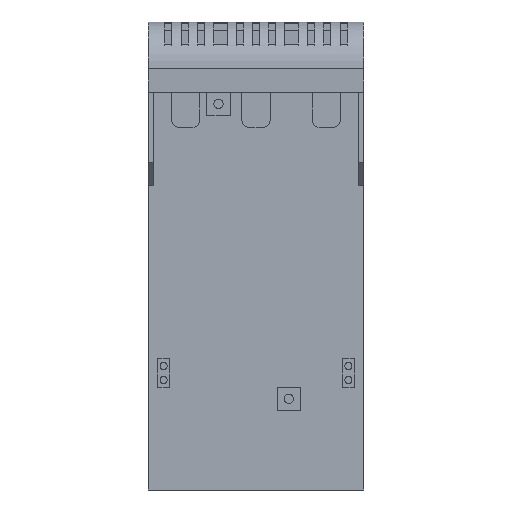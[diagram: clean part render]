
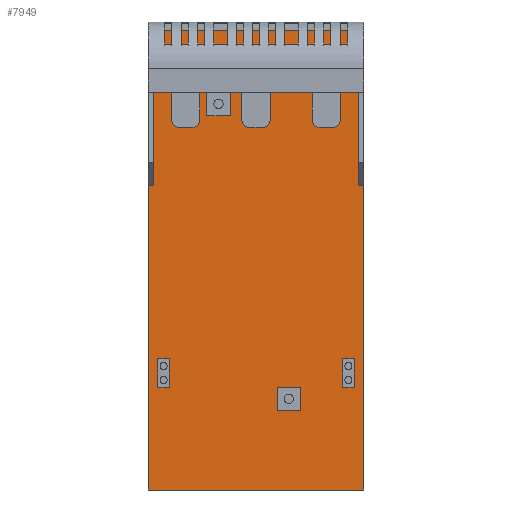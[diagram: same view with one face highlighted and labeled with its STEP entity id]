
A CAD part, front view. The second image highlights one B-rep face of the part: STEP entity #7949.
In plain terms, the highlighted face is planar.
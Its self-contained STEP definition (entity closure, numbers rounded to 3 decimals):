
#376=ORIENTED_EDGE('',*,*,#2788,.F.);
#377=ORIENTED_EDGE('',*,*,#2789,.F.);
#378=ORIENTED_EDGE('',*,*,#2790,.F.);
#379=ORIENTED_EDGE('',*,*,#2791,.F.);
#380=ORIENTED_EDGE('',*,*,#2792,.F.);
#381=ORIENTED_EDGE('',*,*,#2793,.F.);
#382=ORIENTED_EDGE('',*,*,#2794,.F.);
#383=ORIENTED_EDGE('',*,*,#2795,.F.);
#384=ORIENTED_EDGE('',*,*,#2796,.F.);
#385=ORIENTED_EDGE('',*,*,#2797,.F.);
#386=ORIENTED_EDGE('',*,*,#2798,.T.);
#387=ORIENTED_EDGE('',*,*,#2799,.T.);
#388=ORIENTED_EDGE('',*,*,#2800,.F.);
#389=ORIENTED_EDGE('',*,*,#2801,.F.);
#390=ORIENTED_EDGE('',*,*,#2802,.T.);
#391=ORIENTED_EDGE('',*,*,#2803,.T.);
#392=ORIENTED_EDGE('',*,*,#2804,.F.);
#393=ORIENTED_EDGE('',*,*,#2805,.F.);
#394=ORIENTED_EDGE('',*,*,#2806,.T.);
#395=ORIENTED_EDGE('',*,*,#2807,.T.);
#396=ORIENTED_EDGE('',*,*,#2808,.T.);
#397=ORIENTED_EDGE('',*,*,#2809,.F.);
#398=ORIENTED_EDGE('',*,*,#2810,.F.);
#399=ORIENTED_EDGE('',*,*,#2811,.F.);
#400=ORIENTED_EDGE('',*,*,#2812,.T.);
#401=ORIENTED_EDGE('',*,*,#2813,.F.);
#402=ORIENTED_EDGE('',*,*,#2814,.F.);
#403=ORIENTED_EDGE('',*,*,#2640,.T.);
#404=ORIENTED_EDGE('',*,*,#2815,.F.);
#405=ORIENTED_EDGE('',*,*,#2816,.F.);
#406=ORIENTED_EDGE('',*,*,#2817,.F.);
#407=ORIENTED_EDGE('',*,*,#2818,.F.);
#408=ORIENTED_EDGE('',*,*,#2819,.F.);
#409=ORIENTED_EDGE('',*,*,#2820,.F.);
#410=ORIENTED_EDGE('',*,*,#2821,.F.);
#411=ORIENTED_EDGE('',*,*,#2822,.F.);
#2640=EDGE_CURVE('',#3847,#3846,#4658,.T.);
#2788=EDGE_CURVE('',#3992,#3993,#4806,.T.);
#2789=EDGE_CURVE('',#3994,#3992,#4807,.T.);
#2790=EDGE_CURVE('',#3995,#3994,#4808,.T.);
#2791=EDGE_CURVE('',#3993,#3995,#4809,.T.);
#2792=EDGE_CURVE('',#3996,#3997,#4810,.T.);
#2793=EDGE_CURVE('',#3998,#3996,#4811,.T.);
#2794=EDGE_CURVE('',#3999,#3998,#4812,.T.);
#2795=EDGE_CURVE('',#3997,#3999,#4813,.T.);
#2796=EDGE_CURVE('',#4000,#4001,#4814,.T.);
#2797=EDGE_CURVE('',#4002,#4000,#4815,.T.);
#2798=EDGE_CURVE('',#4002,#4003,#4816,.T.);
#2799=EDGE_CURVE('',#4003,#4001,#4817,.T.);
#2800=EDGE_CURVE('',#4004,#4005,#4818,.T.);
#2801=EDGE_CURVE('',#4006,#4004,#4819,.T.);
#2802=EDGE_CURVE('',#4006,#4007,#4820,.T.);
#2803=EDGE_CURVE('',#4007,#4005,#4821,.T.);
#2804=EDGE_CURVE('',#4008,#4009,#4822,.T.);
#2805=EDGE_CURVE('',#4010,#4008,#4823,.T.);
#2806=EDGE_CURVE('',#4010,#4011,#4824,.T.);
#2807=EDGE_CURVE('',#4011,#4009,#4825,.T.);
#2808=EDGE_CURVE('',#3846,#4012,#4826,.T.);
#2809=EDGE_CURVE('',#4013,#4012,#4827,.T.);
#2810=EDGE_CURVE('',#4014,#4013,#4828,.T.);
#2811=EDGE_CURVE('',#4015,#4014,#4829,.T.);
#2812=EDGE_CURVE('',#4015,#4016,#4830,.T.);
#2813=EDGE_CURVE('',#4017,#4016,#4831,.T.);
#2814=EDGE_CURVE('',#3847,#4017,#4832,.T.);
#2815=EDGE_CURVE('',#4018,#4019,#4833,.T.);
#2816=EDGE_CURVE('',#4020,#4018,#4834,.T.);
#2817=EDGE_CURVE('',#4021,#4020,#4835,.T.);
#2818=EDGE_CURVE('',#4019,#4021,#4836,.T.);
#2819=EDGE_CURVE('',#4022,#4023,#4837,.T.);
#2820=EDGE_CURVE('',#4024,#4022,#4838,.T.);
#2821=EDGE_CURVE('',#4025,#4024,#4839,.T.);
#2822=EDGE_CURVE('',#4023,#4025,#4840,.T.);
#3846=VERTEX_POINT('',#10989);
#3847=VERTEX_POINT('',#10991);
#3992=VERTEX_POINT('',#11286);
#3993=VERTEX_POINT('',#11287);
#3994=VERTEX_POINT('',#11289);
#3995=VERTEX_POINT('',#11291);
#3996=VERTEX_POINT('',#11294);
#3997=VERTEX_POINT('',#11295);
#3998=VERTEX_POINT('',#11297);
#3999=VERTEX_POINT('',#11299);
#4000=VERTEX_POINT('',#11302);
#4001=VERTEX_POINT('',#11303);
#4002=VERTEX_POINT('',#11305);
#4003=VERTEX_POINT('',#11307);
#4004=VERTEX_POINT('',#11310);
#4005=VERTEX_POINT('',#11311);
#4006=VERTEX_POINT('',#11313);
#4007=VERTEX_POINT('',#11315);
#4008=VERTEX_POINT('',#11318);
#4009=VERTEX_POINT('',#11319);
#4010=VERTEX_POINT('',#11321);
#4011=VERTEX_POINT('',#11323);
#4012=VERTEX_POINT('',#11326);
#4013=VERTEX_POINT('',#11328);
#4014=VERTEX_POINT('',#11330);
#4015=VERTEX_POINT('',#11332);
#4016=VERTEX_POINT('',#11334);
#4017=VERTEX_POINT('',#11336);
#4018=VERTEX_POINT('',#11339);
#4019=VERTEX_POINT('',#11340);
#4020=VERTEX_POINT('',#11342);
#4021=VERTEX_POINT('',#11344);
#4022=VERTEX_POINT('',#11347);
#4023=VERTEX_POINT('',#11348);
#4024=VERTEX_POINT('',#11350);
#4025=VERTEX_POINT('',#11352);
#4658=LINE('',#10990,#5712);
#4806=LINE('',#11285,#5860);
#4807=LINE('',#11288,#5861);
#4808=LINE('',#11290,#5862);
#4809=LINE('',#11292,#5863);
#4810=LINE('',#11293,#5864);
#4811=LINE('',#11296,#5865);
#4812=LINE('',#11298,#5866);
#4813=LINE('',#11300,#5867);
#4814=LINE('',#11301,#5868);
#4815=LINE('',#11304,#5869);
#4816=LINE('',#11306,#5870);
#4817=LINE('',#11308,#5871);
#4818=LINE('',#11309,#5872);
#4819=LINE('',#11312,#5873);
#4820=LINE('',#11314,#5874);
#4821=LINE('',#11316,#5875);
#4822=LINE('',#11317,#5876);
#4823=LINE('',#11320,#5877);
#4824=LINE('',#11322,#5878);
#4825=LINE('',#11324,#5879);
#4826=LINE('',#11325,#5880);
#4827=LINE('',#11327,#5881);
#4828=LINE('',#11329,#5882);
#4829=LINE('',#11331,#5883);
#4830=LINE('',#11333,#5884);
#4831=LINE('',#11335,#5885);
#4832=LINE('',#11337,#5886);
#4833=LINE('',#11338,#5887);
#4834=LINE('',#11341,#5888);
#4835=LINE('',#11343,#5889);
#4836=LINE('',#11345,#5890);
#4837=LINE('',#11346,#5891);
#4838=LINE('',#11349,#5892);
#4839=LINE('',#11351,#5893);
#4840=LINE('',#11353,#5894);
#5712=VECTOR('',#8881,1000.);
#5860=VECTOR('',#9033,1000.);
#5861=VECTOR('',#9034,1000.);
#5862=VECTOR('',#9035,1000.);
#5863=VECTOR('',#9036,1000.);
#5864=VECTOR('',#9037,1000.);
#5865=VECTOR('',#9038,1000.);
#5866=VECTOR('',#9039,1000.);
#5867=VECTOR('',#9040,1000.);
#5868=VECTOR('',#9041,1000.);
#5869=VECTOR('',#9042,1000.);
#5870=VECTOR('',#9043,1000.);
#5871=VECTOR('',#9044,1000.);
#5872=VECTOR('',#9045,1000.);
#5873=VECTOR('',#9046,1000.);
#5874=VECTOR('',#9047,1000.);
#5875=VECTOR('',#9048,1000.);
#5876=VECTOR('',#9049,1000.);
#5877=VECTOR('',#9050,1000.);
#5878=VECTOR('',#9051,1000.);
#5879=VECTOR('',#9052,1000.);
#5880=VECTOR('',#9053,1000.);
#5881=VECTOR('',#9054,1000.);
#5882=VECTOR('',#9055,1000.);
#5883=VECTOR('',#9056,1000.);
#5884=VECTOR('',#9057,1000.);
#5885=VECTOR('',#9058,1000.);
#5886=VECTOR('',#9059,1000.);
#5887=VECTOR('',#9060,1000.);
#5888=VECTOR('',#9061,1000.);
#5889=VECTOR('',#9062,1000.);
#5890=VECTOR('',#9063,1000.);
#5891=VECTOR('',#9064,1000.);
#5892=VECTOR('',#9065,1000.);
#5893=VECTOR('',#9066,1000.);
#5894=VECTOR('',#9067,1000.);
#6769=EDGE_LOOP('',(#376,#377,#378,#379));
#6770=EDGE_LOOP('',(#380,#381,#382,#383));
#6771=EDGE_LOOP('',(#384,#385,#386,#387));
#6772=EDGE_LOOP('',(#388,#389,#390,#391));
#6773=EDGE_LOOP('',(#392,#393,#394,#395));
#6774=EDGE_LOOP('',(#396,#397,#398,#399,#400,#401,#402,#403));
#6775=EDGE_LOOP('',(#404,#405,#406,#407));
#6776=EDGE_LOOP('',(#408,#409,#410,#411));
#7195=FACE_BOUND('',#6769,.T.);
#7196=FACE_BOUND('',#6770,.T.);
#7197=FACE_BOUND('',#6771,.T.);
#7198=FACE_BOUND('',#6772,.T.);
#7199=FACE_BOUND('',#6773,.T.);
#7200=FACE_BOUND('',#6774,.T.);
#7201=FACE_BOUND('',#6775,.T.);
#7202=FACE_BOUND('',#6776,.T.);
#7610=PLANE('',#8342);
#7949=ADVANCED_FACE('',(#7195,#7196,#7197,#7198,#7199,#7200,#7201,#7202),
#7610,.F.);
#8342=AXIS2_PLACEMENT_3D('',#11284,#9031,#9032);
#8881=DIRECTION('',(0.,0.,-1.));
#9031=DIRECTION('',(-1.,0.,0.));
#9032=DIRECTION('',(0.,0.,1.));
#9033=DIRECTION('',(0.,-1.,0.));
#9034=DIRECTION('',(0.,0.,1.));
#9035=DIRECTION('',(0.,1.,0.));
#9036=DIRECTION('',(0.,0.,-1.));
#9037=DIRECTION('',(0.,-1.,0.));
#9038=DIRECTION('',(0.,0.,1.));
#9039=DIRECTION('',(0.,1.,0.));
#9040=DIRECTION('',(0.,0.,-1.));
#9041=DIRECTION('',(0.,0.,-1.));
#9042=DIRECTION('',(0.,-1.,0.));
#9043=DIRECTION('',(0.,0.,-1.));
#9044=DIRECTION('',(0.,-1.,0.));
#9045=DIRECTION('',(0.,0.,-1.));
#9046=DIRECTION('',(0.,-1.,0.));
#9047=DIRECTION('',(0.,0.,-1.));
#9048=DIRECTION('',(0.,-1.,0.));
#9049=DIRECTION('',(0.,0.,-1.));
#9050=DIRECTION('',(0.,-1.,0.));
#9051=DIRECTION('',(0.,0.,-1.));
#9052=DIRECTION('',(0.,-1.,0.));
#9053=DIRECTION('',(0.,1.,0.));
#9054=DIRECTION('',(0.,0.,-1.));
#9055=DIRECTION('',(0.,-1.,0.));
#9056=DIRECTION('',(0.,0.,-1.));
#9057=DIRECTION('',(0.,-1.,0.));
#9058=DIRECTION('',(0.,0.,-1.));
#9059=DIRECTION('',(0.,1.,0.));
#9060=DIRECTION('',(0.,-1.,0.));
#9061=DIRECTION('',(0.,0.,1.));
#9062=DIRECTION('',(0.,1.,0.));
#9063=DIRECTION('',(0.,0.,-1.));
#9064=DIRECTION('',(0.,-1.,0.));
#9065=DIRECTION('',(0.,0.,1.));
#9066=DIRECTION('',(0.,1.,0.));
#9067=DIRECTION('',(0.,0.,-1.));
#10989=CARTESIAN_POINT('',(14.,-200.,-46.));
#10990=CARTESIAN_POINT('',(14.,-200.,46.));
#10991=CARTESIAN_POINT('',(14.,-200.,46.));
#11284=CARTESIAN_POINT('',(14.,-200.,46.));
#11285=CARTESIAN_POINT('',(14.,-144.,42.));
#11286=CARTESIAN_POINT('',(14.,-144.,42.));
#11287=CARTESIAN_POINT('',(14.,-156.,42.));
#11288=CARTESIAN_POINT('',(14.,-144.,37.));
#11289=CARTESIAN_POINT('',(14.,-144.,37.));
#11290=CARTESIAN_POINT('',(14.,-156.,37.));
#11291=CARTESIAN_POINT('',(14.,-156.,37.));
#11292=CARTESIAN_POINT('',(14.,-156.,42.));
#11293=CARTESIAN_POINT('',(14.,-30.,21.));
#11294=CARTESIAN_POINT('',(14.,-30.,21.));
#11295=CARTESIAN_POINT('',(14.,-40.,21.));
#11296=CARTESIAN_POINT('',(14.,-30.,11.));
#11297=CARTESIAN_POINT('',(14.,-30.,11.));
#11298=CARTESIAN_POINT('',(14.,-40.,11.));
#11299=CARTESIAN_POINT('',(14.,-40.,11.));
#11300=CARTESIAN_POINT('',(14.,-40.,21.));
#11301=CARTESIAN_POINT('',(14.,-26.5,-24.));
#11302=CARTESIAN_POINT('',(14.,-26.5,-24.));
#11303=CARTESIAN_POINT('',(14.,-26.5,-36.));
#11304=CARTESIAN_POINT('',(14.,-25.,-24.));
#11305=CARTESIAN_POINT('',(14.,-25.,-24.));
#11306=CARTESIAN_POINT('',(14.,-25.,-24.));
#11307=CARTESIAN_POINT('',(14.,-25.,-36.));
#11308=CARTESIAN_POINT('',(14.,-25.,-36.));
#11309=CARTESIAN_POINT('',(14.,-26.5,36.));
#11310=CARTESIAN_POINT('',(14.,-26.5,36.));
#11311=CARTESIAN_POINT('',(14.,-26.5,24.));
#11312=CARTESIAN_POINT('',(14.,-25.,36.));
#11313=CARTESIAN_POINT('',(14.,-25.,36.));
#11314=CARTESIAN_POINT('',(14.,-25.,36.));
#11315=CARTESIAN_POINT('',(14.,-25.,24.));
#11316=CARTESIAN_POINT('',(14.,-25.,24.));
#11317=CARTESIAN_POINT('',(14.,-26.5,6.));
#11318=CARTESIAN_POINT('',(14.,-26.5,6.));
#11319=CARTESIAN_POINT('',(14.,-26.5,-6.));
#11320=CARTESIAN_POINT('',(14.,-25.,6.));
#11321=CARTESIAN_POINT('',(14.,-25.,6.));
#11322=CARTESIAN_POINT('',(14.,-25.,6.));
#11323=CARTESIAN_POINT('',(14.,-25.,-6.));
#11324=CARTESIAN_POINT('',(14.,-25.,-6.));
#11325=CARTESIAN_POINT('',(14.,-200.,-46.));
#11326=CARTESIAN_POINT('',(14.,-70.,-46.));
#11327=CARTESIAN_POINT('',(14.,-70.,46.));
#11328=CARTESIAN_POINT('',(14.,-70.,-44.));
#11329=CARTESIAN_POINT('',(14.,-3.,-44.));
#11330=CARTESIAN_POINT('',(14.,-3.,-44.));
#11331=CARTESIAN_POINT('',(14.,-3.,44.));
#11332=CARTESIAN_POINT('',(14.,-3.,44.));
#11333=CARTESIAN_POINT('',(14.,-3.,44.));
#11334=CARTESIAN_POINT('',(14.,-70.,44.));
#11335=CARTESIAN_POINT('',(14.,-70.,46.));
#11336=CARTESIAN_POINT('',(14.,-70.,46.));
#11337=CARTESIAN_POINT('',(14.,-200.,46.));
#11338=CARTESIAN_POINT('',(14.,-156.,-9.));
#11339=CARTESIAN_POINT('',(14.,-156.,-9.));
#11340=CARTESIAN_POINT('',(14.,-166.,-9.));
#11341=CARTESIAN_POINT('',(14.,-156.,-19.));
#11342=CARTESIAN_POINT('',(14.,-156.,-19.));
#11343=CARTESIAN_POINT('',(14.,-166.,-19.));
#11344=CARTESIAN_POINT('',(14.,-166.,-19.));
#11345=CARTESIAN_POINT('',(14.,-166.,-9.));
#11346=CARTESIAN_POINT('',(14.,-144.,-37.));
#11347=CARTESIAN_POINT('',(14.,-144.,-37.));
#11348=CARTESIAN_POINT('',(14.,-156.,-37.));
#11349=CARTESIAN_POINT('',(14.,-144.,-42.));
#11350=CARTESIAN_POINT('',(14.,-144.,-42.));
#11351=CARTESIAN_POINT('',(14.,-156.,-42.));
#11352=CARTESIAN_POINT('',(14.,-156.,-42.));
#11353=CARTESIAN_POINT('',(14.,-156.,-37.));
